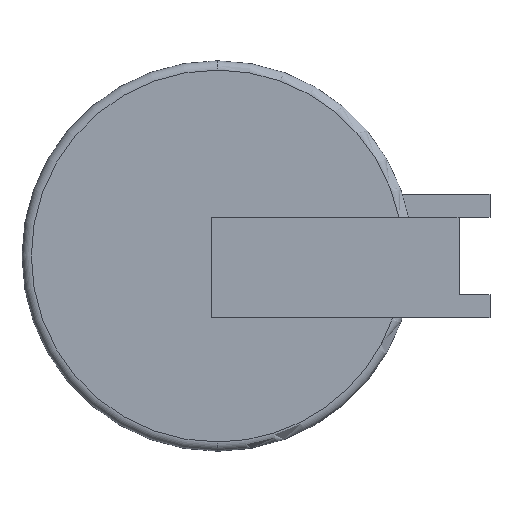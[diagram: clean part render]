
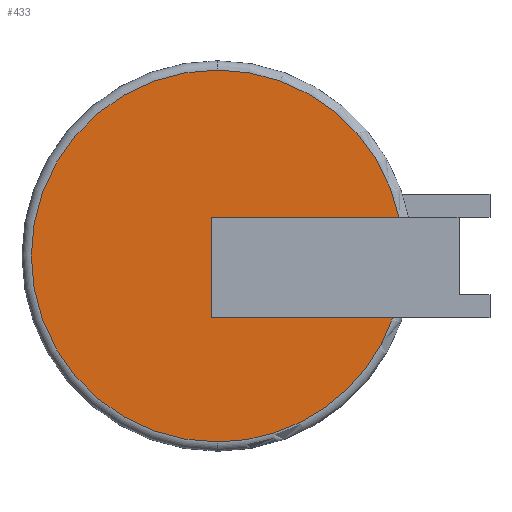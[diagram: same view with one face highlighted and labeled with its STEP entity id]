
A CAD part, left-side view. The second image highlights one B-rep face of the part: STEP entity #433.
In plain terms, the highlighted planar face has unit normal (-1, 0, 0).
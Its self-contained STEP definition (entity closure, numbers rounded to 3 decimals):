
#22 = VERTEX_POINT ( 'NONE', #788 ) ;
#27 = CARTESIAN_POINT ( 'NONE',  ( -1.375, 2.143, -2. ) ) ;
#34 = CARTESIAN_POINT ( 'NONE',  ( -1.375, 8., -2. ) ) ;
#53 = EDGE_CURVE ( 'NONE', #855, #913, #113, .T. ) ;
#64 = DIRECTION ( 'NONE',  ( 0., 0., 1. ) ) ;
#106 = DIRECTION ( 'NONE',  ( 0., 0., -1. ) ) ;
#113 = CIRCLE ( 'NONE', #546, 6. ) ;
#167 = CARTESIAN_POINT ( 'NONE',  ( -1.375, 7.8, 0. ) ) ;
#171 = AXIS2_PLACEMENT_3D ( 'NONE', #167, #910, #1034 ) ;
#194 = AXIS2_PLACEMENT_3D ( 'NONE', #828, #237, #106 ) ;
#202 = LINE ( 'NONE', #868, #1068 ) ;
#211 = DIRECTION ( 'NONE',  ( -1., 0., 0. ) ) ;
#228 = CARTESIAN_POINT ( 'NONE',  ( -1.375, 7.8, 0. ) ) ;
#237 = DIRECTION ( 'NONE',  ( 1., 0., 0. ) ) ;
#276 = LINE ( 'NONE', #478, #458 ) ;
#292 = VERTEX_POINT ( 'NONE', #34 ) ;
#303 = CARTESIAN_POINT ( 'NONE',  ( -1.375, 7.8, -6. ) ) ;
#305 = DIRECTION ( 'NONE',  ( 0., 0., 1. ) ) ;
#333 = PLANE ( 'NONE',  #194 ) ;
#350 = EDGE_CURVE ( 'NONE', #22, #858, #1071, .T. ) ;
#352 = CARTESIAN_POINT ( 'NONE',  ( -1.375, 1.932, 1.25 ) ) ;
#433 = ADVANCED_FACE ( 'NONE', ( #818 ), #333, .F. ) ;
#442 = ORIENTED_EDGE ( 'NONE', *, *, #999, .T. ) ;
#458 = VECTOR ( 'NONE', #64, 1000. ) ;
#478 = CARTESIAN_POINT ( 'NONE',  ( -1.375, 8., -2. ) ) ;
#546 = AXIS2_PLACEMENT_3D ( 'NONE', #1055, #211, #644 ) ;
#569 = DIRECTION ( 'NONE',  ( 0., 1., 0. ) ) ;
#580 = ORIENTED_EDGE ( 'NONE', *, *, #53, .T. ) ;
#598 = VECTOR ( 'NONE', #620, 1000. ) ;
#620 = DIRECTION ( 'NONE',  ( 0., -1., 0. ) ) ;
#639 = ORIENTED_EDGE ( 'NONE', *, *, #840, .T. ) ;
#641 = EDGE_CURVE ( 'NONE', #913, #292, #202, .T. ) ;
#644 = DIRECTION ( 'NONE',  ( 0., 0., 1. ) ) ;
#788 = CARTESIAN_POINT ( 'NONE',  ( -1.375, 8., 1.25 ) ) ;
#814 = DIRECTION ( 'NONE',  ( -1., 0., 0. ) ) ;
#818 = FACE_OUTER_BOUND ( 'NONE', #940, .T. ) ;
#828 = CARTESIAN_POINT ( 'NONE',  ( -1.375, 13.8, 0. ) ) ;
#838 = ORIENTED_EDGE ( 'NONE', *, *, #350, .T. ) ;
#840 = EDGE_CURVE ( 'NONE', #858, #946, #866, .T. ) ;
#855 = VERTEX_POINT ( 'NONE', #303 ) ;
#858 = VERTEX_POINT ( 'NONE', #352 ) ;
#866 = CIRCLE ( 'NONE', #171, 6. ) ;
#868 = CARTESIAN_POINT ( 'NONE',  ( -1.375, -1., -2. ) ) ;
#910 = DIRECTION ( 'NONE',  ( -1., 0., 0. ) ) ;
#913 = VERTEX_POINT ( 'NONE', #27 ) ;
#940 = EDGE_LOOP ( 'NONE', ( #1107, #838, #639, #442, #580, #951 ) ) ;
#946 = VERTEX_POINT ( 'NONE', #1059 ) ;
#951 = ORIENTED_EDGE ( 'NONE', *, *, #641, .T. ) ;
#966 = CIRCLE ( 'NONE', #1077, 6. ) ;
#999 = EDGE_CURVE ( 'NONE', #946, #855, #966, .T. ) ;
#1034 = DIRECTION ( 'NONE',  ( 0., 0., 1. ) ) ;
#1036 = CARTESIAN_POINT ( 'NONE',  ( -1.375, 8., 1.25 ) ) ;
#1055 = CARTESIAN_POINT ( 'NONE',  ( -1.375, 7.8, 0. ) ) ;
#1059 = CARTESIAN_POINT ( 'NONE',  ( -1.375, 7.8, 6. ) ) ;
#1068 = VECTOR ( 'NONE', #569, 1000. ) ;
#1071 = LINE ( 'NONE', #1036, #598 ) ;
#1077 = AXIS2_PLACEMENT_3D ( 'NONE', #228, #814, #305 ) ;
#1095 = EDGE_CURVE ( 'NONE', #292, #22, #276, .T. ) ;
#1107 = ORIENTED_EDGE ( 'NONE', *, *, #1095, .T. ) ;
